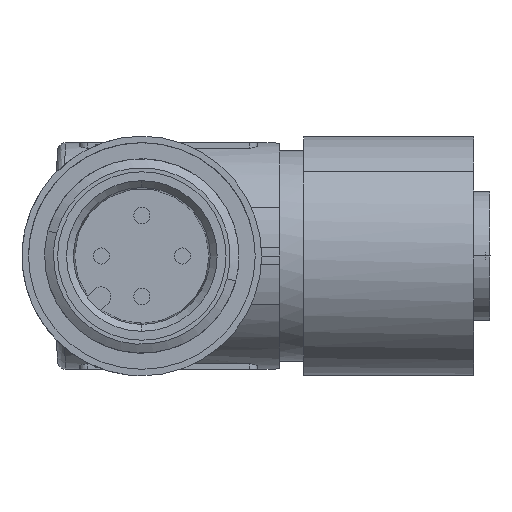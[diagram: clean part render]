
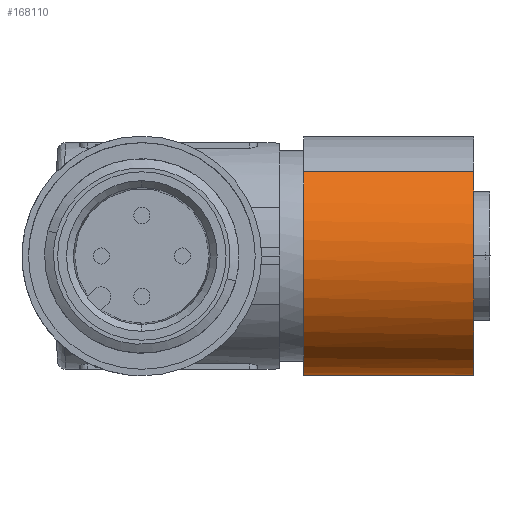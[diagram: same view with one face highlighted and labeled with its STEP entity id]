
A CAD part, left-side view. The second image highlights one B-rep face of the part: STEP entity #168110.
In plain terms, the highlighted cylindrical face has radius 7.4 mm (diameter 14.8 mm), a partial arc.
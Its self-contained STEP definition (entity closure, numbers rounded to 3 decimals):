
#167480=CARTESIAN_POINT('',(13.783,40.31,
5.25));
#167490=DIRECTION('',(-0.707,0.707,
0.));
#167500=DIRECTION('',(-0.5,-0.5,
0.707));
#167510=AXIS2_PLACEMENT_3D('',#167480,#167490,#167500);
#167520=CIRCLE('',#167510,7.4);
#167530=CARTESIAN_POINT('',(16.384,42.911,
11.671));
#167540=VERTEX_POINT('',#167530);
#167550=CARTESIAN_POINT('',(17.483,44.01,
0.017));
#167560=VERTEX_POINT('',#167550);
#167570=EDGE_CURVE('',#167540,#167560,#167520,.T.);
#167590=CARTESIAN_POINT('',(10.083,36.61,
10.483));
#167600=VERTEX_POINT('',#167590);
#167630=EDGE_CURVE('',#167600,#167540,#167520,.T.);
#167750=CARTESIAN_POINT('',(10.247,43.846,
5.25));
#167760=DIRECTION('',(-0.707,0.707,
0.));
#167770=DIRECTION('',(-0.5,-0.5,
0.707));
#167780=AXIS2_PLACEMENT_3D('',#167750,#167760,#167770);
#167790=CYLINDRICAL_SURFACE('',#167780,7.4);
#167800=CARTESIAN_POINT('',(6.547,40.146,
10.483));
#167810=DIRECTION('',(-0.707,0.707,
0.));
#167820=VECTOR('',#167810,1.);
#167830=LINE('',#167800,#167820);
#167840=CARTESIAN_POINT('',(2.658,44.035,
10.483));
#167850=VERTEX_POINT('',#167840);
#167860=EDGE_CURVE('',#167600,#167850,#167830,.T.);
#167870=ORIENTED_EDGE('',*,*,#167860,.F.);
#167880=CARTESIAN_POINT('',(6.358,47.735,
5.25));
#167890=DIRECTION('',(-0.707,0.707,
0.));
#167900=DIRECTION('',(-0.5,-0.5,
0.707));
#167910=AXIS2_PLACEMENT_3D('',#167880,#167890,#167900);
#167920=CIRCLE('',#167910,7.4);
#167930=CARTESIAN_POINT('',(6.712,48.089,
12.633));
#167940=VERTEX_POINT('',#167930);
#167950=EDGE_CURVE('',#167850,#167940,#167920,.T.);
#167960=ORIENTED_EDGE('',*,*,#167950,.F.);
#167970=CARTESIAN_POINT('',(10.058,51.435,
0.017));
#167980=VERTEX_POINT('',#167970);
#167990=EDGE_CURVE('',#167940,#167980,#167920,.T.);
#168000=ORIENTED_EDGE('',*,*,#167990,.F.);
#168010=CARTESIAN_POINT('',(13.947,47.546,
0.017));
#168020=DIRECTION('',(-0.707,0.707,
0.));
#168030=VECTOR('',#168020,1.);
#168040=LINE('',#168010,#168030);
#168050=EDGE_CURVE('',#167560,#167980,#168040,.T.);
#168060=ORIENTED_EDGE('',*,*,#168050,.T.);
#168070=ORIENTED_EDGE('',*,*,#167570,.T.);
#168080=ORIENTED_EDGE('',*,*,#167630,.T.);
#168090=EDGE_LOOP('',(#168080,#168070,#168060,#168000,#167960,#167870));
#168100=FACE_OUTER_BOUND('',#168090,.T.);
#168110=ADVANCED_FACE('',(#168100),#167790,.T.);
